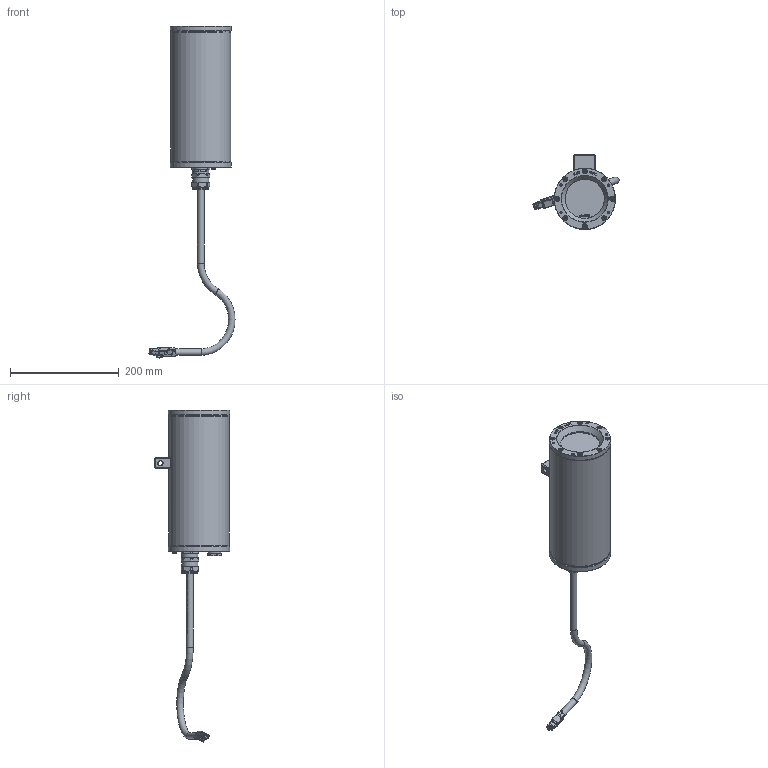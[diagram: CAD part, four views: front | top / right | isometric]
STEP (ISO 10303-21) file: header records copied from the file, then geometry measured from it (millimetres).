
FILE_DESCRIPTION(/* description */ (''),/* implementation_level */ '2;1');
FILE_NAME(/* name */ 'ExCam IPM1137_(HS.22070510)_LQ.stp',/* time_stamp */ '2024-11-04T14:26:25+01:00',/* author */ ('Thiemo Gruber'),/* organization */ (''),/* preprocessor_version */ 'ST-DEVELOPER v20',/* originating_system */ 'Autodesk Inventor 2025',/* authorisation */ '');
FILE_SCHEMA (('AUTOMOTIVE_DESIGN { 1 0 10303 214 3 1 1 }'));
Length unit declared in the file: millimetre
Products named in the file (23): ExCam IPM1137_(HS.22070510)_LQ; T07-VA2.2.K4.BOR_(rev.00); VA2.x.BOR (Fase); VA2.x.BOR (Fase)_1; VA2.x.BOR_Compound; VA2.x.Germaniumglas.1; VA2.x.BOR Pufferring; VA2.x.Passscheibe; VA2.BOR.Sicherungsring; VA2.x.Flanschdichtung rev.1; Schraube M4 mit Federring; DIN 128 - A4; DIN 912 - M4 x 12; DIN 125-1  A A 4.3; DIN 127 - A 4; DIN 84  - ersetzt durch DIN EN ISO 1207 M4 x 8; VA2.2.R_vers.2_rev.01; VA2.x.K4_bare_rev.00; Ex d Verschlussstopfen M20x1,5; ISO 4762  - M3 x 10; KLE ADE 4F M25 (Ex d) CAP.06 armiert; Metz Connect RJ45 Plug_130E405032-E; ASKD02-T_gebogen
Assembly tree (46 placements, depth 5):
  ExCam IPM1137_(HS.22070510)_LQ
    T07-VA2.2.K4.BOR_(rev.00)
      VA2.x.BOR (Fase)
        VA2.x.BOR (Fase)_1
        VA2.x.Flanschdichtung rev.1
        VA2.x.BOR_Compound
        VA2.x.Germaniumglas.1
        VA2.x.BOR Pufferring
        VA2.x.Passscheibe
        VA2.BOR.Sicherungsring
        Schraube M4 mit Federring  x8
          DIN 128 - A4
          DIN 912 - M4 x 12
      VA2.x.Flanschdichtung rev.1
      Schraube M4 mit Federring  x16
        DIN 128 - A4
        DIN 912 - M4 x 12
      DIN 125-1  A A 4.3
      DIN 127 - A 4
      DIN 84  - ersetzt durch DIN EN ISO 1207 M4 x 8
      VA2.2.R_vers.2_rev.01
      VA2.x.K4_bare_rev.00
    Ex d Verschlussstopfen M20x1,5
    ISO 4762  - M3 x 10
    KLE ADE 4F M25 (Ex d) CAP.06 armiert
    Metz Connect RJ45 Plug_130E405032-E
    ASKD02-T_gebogen
Bounding box: 158.53 x 138.5 x 611.2 mm (x, y, z)
Volume: 741261.5 mm3; surface area: 346228.5 mm2
Topology: 67 solids, 67 shells, 6295 faces, 15631 edges, 9688 vertices
Faces by surface type: plane 2235, bspline 1717, cylinder 1547, torus 422, cone 196, sphere 178
Full cylindrical faces by diameter (mm): 0.643 x8, 2.3 x2, 2.459 x7, 3 x1, 3.1 x4, 3.197 x1, 3.2 x2, 3.242 x27, 3.621 x1, 3.8 x16, 4 x25, 4.3 x1, 4.5 x16, 5.5 x1, 7 x24, 7.6 x1, 7.8 x1, 8 x16, 8.5 x1, 9 x1, 9.4 x1, 9.6 x1, 12 x2, 16 x1, 18.376 x1, 20 x1, 21 x1, 23.376 x1, 24 x1, 24.5 x1
Entity records: 158868 total; most frequent: CARTESIAN_POINT 60713, ORIENTED_EDGE 21354, DIRECTION 17760, EDGE_CURVE 10677, VERTEX_POINT 6870, LINE 6158, VECTOR 6158, AXIS2_PLACEMENT_3D 5801
